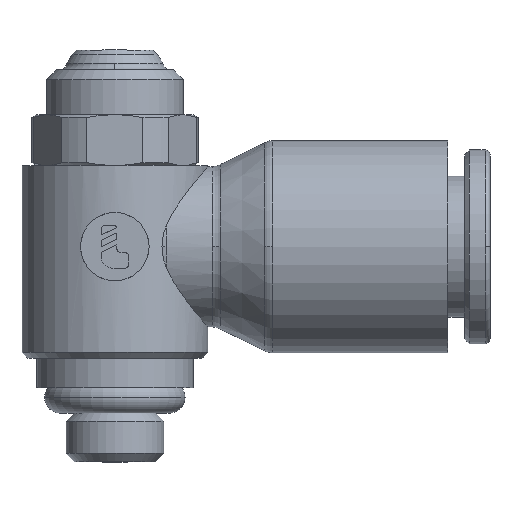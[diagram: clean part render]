
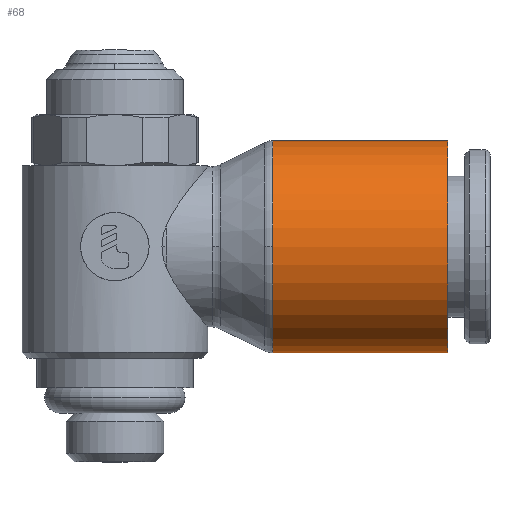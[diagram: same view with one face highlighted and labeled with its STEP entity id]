
A CAD part, top view. The second image highlights one B-rep face of the part: STEP entity #68.
In plain terms, the highlighted cylindrical face has radius 5.425 mm (diameter 10.85 mm), a partial arc.
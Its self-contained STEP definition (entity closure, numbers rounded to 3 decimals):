
#68=ADVANCED_FACE('',(#212),#213,.T.);
#212=FACE_OUTER_BOUND('',#472,.T.);
#213=CYLINDRICAL_SURFACE('',#473,5.425);
#472=EDGE_LOOP('',(#851,#852,#853,#854,#855));
#473=AXIS2_PLACEMENT_3D('',#856,#857,#858);
#851=ORIENTED_EDGE('',*,*,#1729,.F.);
#852=ORIENTED_EDGE('',*,*,#1730,.T.);
#853=ORIENTED_EDGE('',*,*,#1731,.T.);
#854=ORIENTED_EDGE('',*,*,#1732,.F.);
#855=ORIENTED_EDGE('',*,*,#1733,.F.);
#856=CARTESIAN_POINT('',(12.545,5.7,0.0));
#857=DIRECTION('',(1.0,0.0,0.0));
#858=DIRECTION('',(0.0,1.0,0.0));
#1729=EDGE_CURVE('',#2119,#2120,#2121,.T.);
#1730=EDGE_CURVE('',#2119,#2122,#2123,.T.);
#1731=EDGE_CURVE('',#2122,#2124,#2125,.T.);
#1732=EDGE_CURVE('',#2126,#2124,#2127,.T.);
#1733=EDGE_CURVE('',#2120,#2126,#2128,.T.);
#2119=VERTEX_POINT('',#2747);
#2120=VERTEX_POINT('',#2748);
#2121=LINE('',#2749,#2750);
#2122=VERTEX_POINT('',#2751);
#2123=CIRCLE('',#2752,5.425);
#2124=VERTEX_POINT('',#2753);
#2125=CIRCLE('',#2754,5.425);
#2126=VERTEX_POINT('',#2755);
#2127=LINE('',#2756,#2757);
#2128=CIRCLE('',#2758,5.425);
#2747=CARTESIAN_POINT('',(8.065,11.125,0.0));
#2748=CARTESIAN_POINT('',(17.025,11.125,0.0));
#2749=CARTESIAN_POINT('',(12.545,11.125,0.));
#2750=VECTOR('',#3718,1.0);
#2751=CARTESIAN_POINT('',(8.065,5.7,5.425));
#2752=AXIS2_PLACEMENT_3D('',#3719,#3720,#3721);
#2753=CARTESIAN_POINT('',(8.065,0.275,0.));
#2754=AXIS2_PLACEMENT_3D('',#3722,#3723,#3724);
#2755=CARTESIAN_POINT('',(17.025,0.275,0.));
#2756=CARTESIAN_POINT('',(12.545,0.275,0.));
#2757=VECTOR('',#3725,1.0);
#2758=AXIS2_PLACEMENT_3D('',#3726,#3727,#3728);
#3718=DIRECTION('',(1.0,0.0,0.0));
#3719=CARTESIAN_POINT('',(8.065,5.7,0.0));
#3720=DIRECTION('',(1.0,0.0,0.0));
#3721=DIRECTION('',(0.0,1.0,0.0));
#3722=CARTESIAN_POINT('',(8.065,5.7,0.0));
#3723=DIRECTION('',(1.0,0.0,0.0));
#3724=DIRECTION('',(0.0,1.0,0.0));
#3725=DIRECTION('',(-1.0,-0.0,-0.0));
#3726=CARTESIAN_POINT('',(17.025,5.7,0.0));
#3727=DIRECTION('',(1.0,0.0,0.0));
#3728=DIRECTION('',(0.0,1.0,0.0));
